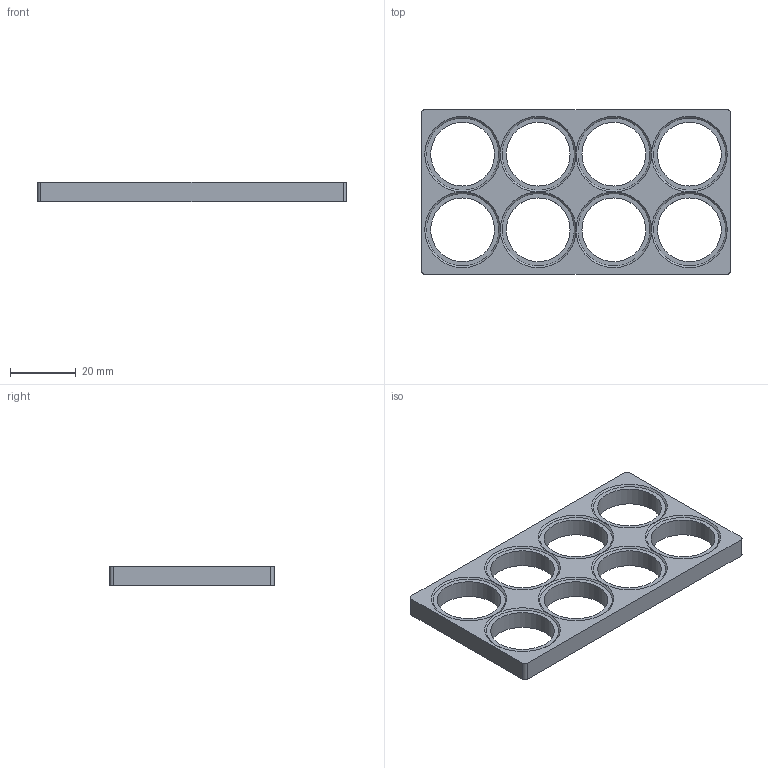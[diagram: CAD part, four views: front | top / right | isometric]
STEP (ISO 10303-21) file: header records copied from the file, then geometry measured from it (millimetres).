
FILE_DESCRIPTION(('STEP AP242'), '1');
FILE_NAME('itemPlank', '', ('UNSPECIFIED'), ('UNSPECIFIED'), 'C3D Converter', 'C3D Toolkit', '');
FILE_SCHEMA(('AP242_MANAGED_MODEL_BASED_3D_ENGINEERING_MIM_LF { 1 0 10303 442 1 1 4 }'));
Length unit declared in the file: millimetre
Bounding box: 94 x 50 x 6 mm (x, y, z)
Volume: 13598.1 mm3; surface area: 9185.3 mm2
Topology: 1 solids, 1 shells, 37 faces, 86 edges, 52 vertices
Faces by surface type: plane 17, cylinder 12, cone 8
Full cylindrical faces by diameter (mm): 19.4 x8
Entity records: 1053 total; most frequent: DIRECTION 200, CARTESIAN_POINT 160, ORIENTED_EDGE 140, AXIS2_PLACEMENT_3D 92, EDGE_LOOP 70, EDGE_CURVE 70, CIRCLE 54, VERTEX_POINT 52
